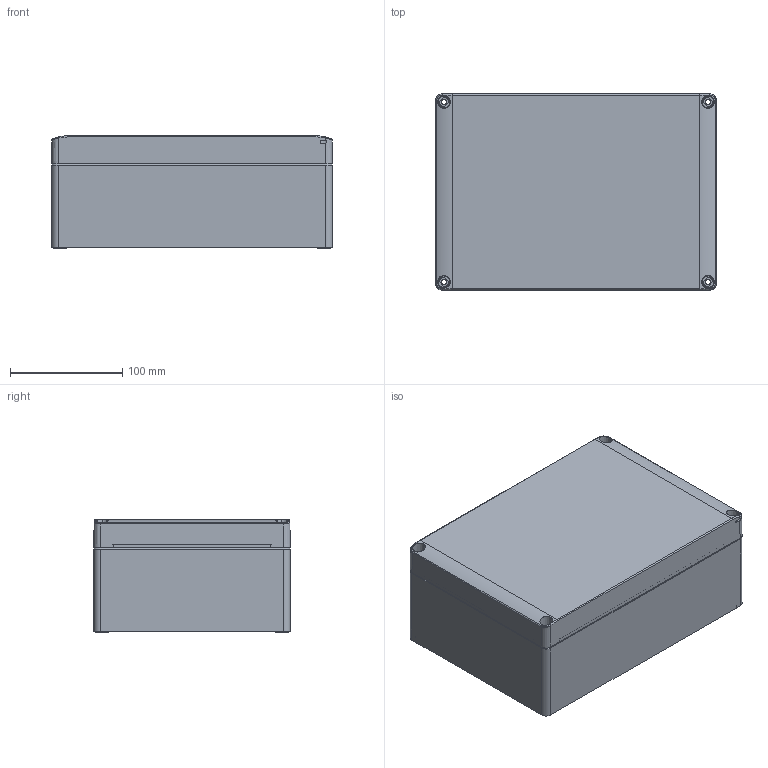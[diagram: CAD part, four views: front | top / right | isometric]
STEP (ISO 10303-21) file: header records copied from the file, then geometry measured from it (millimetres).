
FILE_DESCRIPTION((''),'2;1');
FILE_NAME('SPCP182510HT_ASM','2020-01-27T15:21:34',('antti_kumpulainen'),(''),'CREO PARAMETRIC BY PTC INC, 2019224','CREO PARAMETRIC BY PTC INC, 2019224','');
FILE_SCHEMA(('AUTOMOTIVE_DESIGN { 1 0 10303 214 1 1 1 1 }'));
Products named in the file (3): SPCP182508B; SPCT182503L; SPCP182510HT_ASM
Assembly tree (2 placements, depth 2):
  SPCP182510HT_ASM
    SPCP182508B
    SPCT182503L
Bounding box: 250 x 175 x 100 mm (x, y, z)
Volume: 594703.9 mm3; surface area: 361555.8 mm2
Topology: 2 solids, 2 shells, 1457 faces, 3538 edges, 2183 vertices
Faces by surface type: plane 540, cylinder 348, cone 217, torus 208, bspline 120, sphere 24
Entity records: 66193 total; most frequent: CARTESIAN_POINT 21272, DIRECTION 7101, ORIENTED_EDGE 6984, EDGE_CURVE 3492, PRESENTATION_STYLE_ASSIGNMENT 3020, STYLED_ITEM 3020, CURVE_STYLE 3019, AXIS2_PLACEMENT_3D 2612
